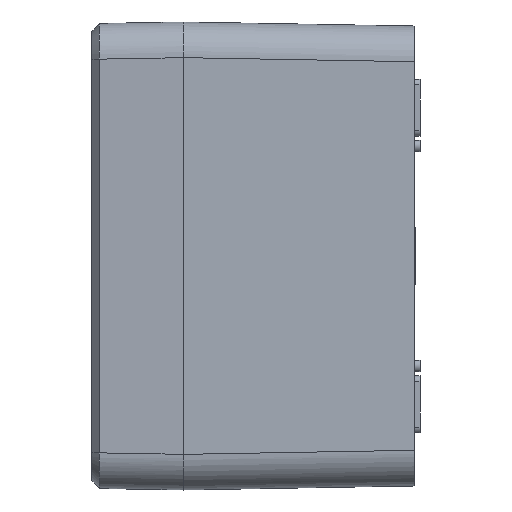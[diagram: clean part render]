
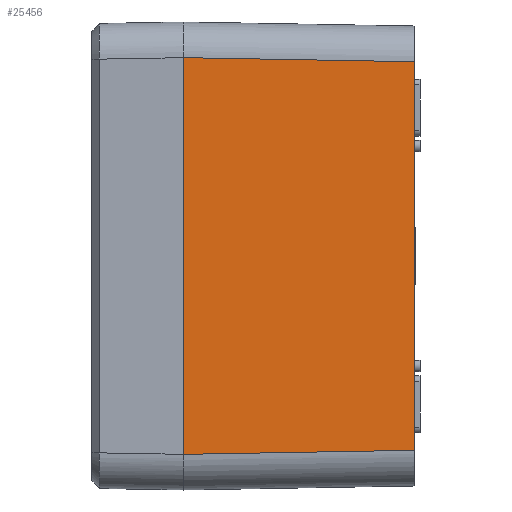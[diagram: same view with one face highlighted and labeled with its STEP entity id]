
A CAD part, left-side view. The second image highlights one B-rep face of the part: STEP entity #25456.
In plain terms, the highlighted planar face has unit normal (-1, -0.018, 0).
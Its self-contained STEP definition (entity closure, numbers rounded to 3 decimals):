
#457 = EDGE_CURVE ( 'NONE', #26841, #19022, #3367, .T. ) ;
#1118 = VERTEX_POINT ( 'NONE', #7987 ) ;
#1426 = EDGE_CURVE ( 'NONE', #14018, #1118, #15112, .T. ) ;
#1633 = CARTESIAN_POINT ( 'NONE',  ( -63.5, 0., -43.886 ) ) ;
#1646 = LINE ( 'NONE', #8769, #3944 ) ;
#1989 = CARTESIAN_POINT ( 'NONE',  ( -62.793, -40.5, 0. ) ) ;
#2939 = CARTESIAN_POINT ( 'NONE',  ( -63.5, 0., -43.886 ) ) ;
#3358 = FACE_OUTER_BOUND ( 'NONE', #13251, .T. ) ;
#3367 = LINE ( 'NONE', #1989, #3668 ) ;
#3668 = VECTOR ( 'NONE', #8093, 1000. ) ;
#3944 = VECTOR ( 'NONE', #4231, 1000. ) ;
#4231 = DIRECTION ( 'NONE',  ( 0.017, -1., -0.017 ) ) ;
#5725 = EDGE_CURVE ( 'NONE', #1118, #26841, #16246, .T. ) ;
#6513 = CARTESIAN_POINT ( 'NONE',  ( -63.5, 0., 34.751 ) ) ;
#7987 = CARTESIAN_POINT ( 'NONE',  ( -63.5, 0., -34.751 ) ) ;
#8031 = ORIENTED_EDGE ( 'NONE', *, *, #5725, .T. ) ;
#8093 = DIRECTION ( 'NONE',  ( 0., 0., 1. ) ) ;
#8769 = CARTESIAN_POINT ( 'NONE',  ( -63.548, 2.746, 34.799 ) ) ;
#9354 = DIRECTION ( 'NONE',  ( 0.017, -1., 0.017 ) ) ;
#10340 = ORIENTED_EDGE ( 'NONE', *, *, #1426, .T. ) ;
#10632 = VECTOR ( 'NONE', #9354, 1000. ) ;
#11479 = VECTOR ( 'NONE', #13477, 1000. ) ;
#12430 = PLANE ( 'NONE',  #27163 ) ;
#12902 = CARTESIAN_POINT ( 'NONE',  ( -62.793, -40.5, 34.044 ) ) ;
#13251 = EDGE_LOOP ( 'NONE', ( #24674, #10340, #8031, #14165 ) ) ;
#13477 = DIRECTION ( 'NONE',  ( 0., 0., -1. ) ) ;
#14018 = VERTEX_POINT ( 'NONE', #6513 ) ;
#14165 = ORIENTED_EDGE ( 'NONE', *, *, #457, .T. ) ;
#15112 = LINE ( 'NONE', #2939, #11479 ) ;
#16246 = LINE ( 'NONE', #19567, #10632 ) ;
#17754 = EDGE_CURVE ( 'NONE', #14018, #19022, #1646, .T. ) ;
#19022 = VERTEX_POINT ( 'NONE', #12902 ) ;
#19567 = CARTESIAN_POINT ( 'NONE',  ( -63.5, 0., -34.751 ) ) ;
#20239 = CARTESIAN_POINT ( 'NONE',  ( -62.793, -40.5, -34.044 ) ) ;
#22927 = DIRECTION ( 'NONE',  ( 0.017, -1., 0. ) ) ;
#24674 = ORIENTED_EDGE ( 'NONE', *, *, #17754, .F. ) ;
#25456 = ADVANCED_FACE ( 'NONE', ( #3358 ), #12430, .T. ) ;
#26841 = VERTEX_POINT ( 'NONE', #20239 ) ;
#27085 = DIRECTION ( 'NONE',  ( -1., -0.017, 0. ) ) ;
#27163 = AXIS2_PLACEMENT_3D ( 'NONE', #1633, #27085, #22927 ) ;
